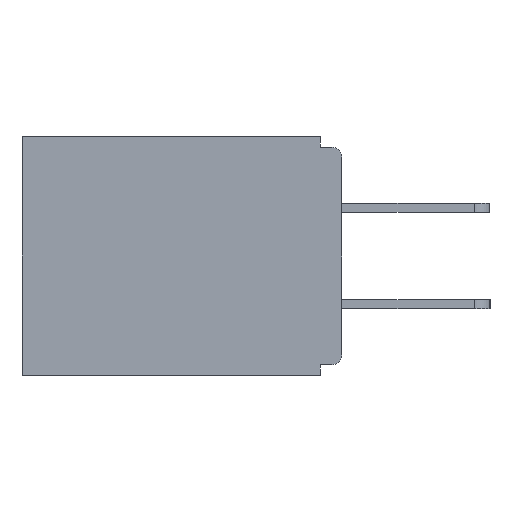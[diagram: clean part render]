
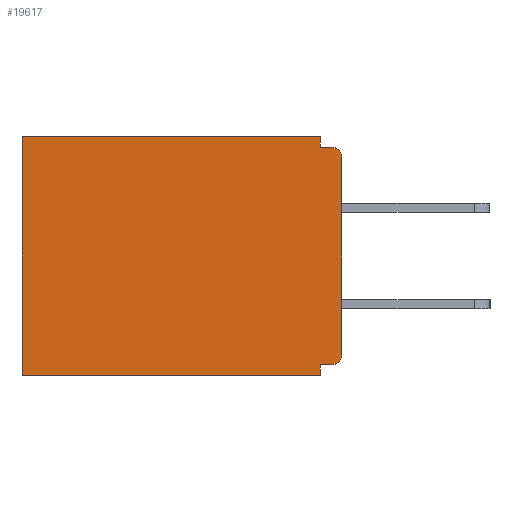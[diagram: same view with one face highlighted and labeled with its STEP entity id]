
A CAD part, left-side view. The second image highlights one B-rep face of the part: STEP entity #19617.
In plain terms, the highlighted planar face has unit normal (-1, 0, 0).
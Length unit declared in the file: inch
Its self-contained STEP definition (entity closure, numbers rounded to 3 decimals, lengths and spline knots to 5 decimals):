
#174 = DIRECTION ( 'NONE',  ( 0., 0., -1. ) ) ;
#326 = EDGE_CURVE ( 'NONE', #23593, #2082, #2195, .T. ) ;
#446 = CARTESIAN_POINT ( 'NONE',  ( 0.298, 0.031, -0.343 ) ) ;
#990 = CIRCLE ( 'NONE', #7621, 0.015 ) ;
#1357 = EDGE_LOOP ( 'NONE', ( #6383, #14639, #8209, #22974, #9192, #20635, #18842, #6096, #5370, #5841 ) ) ;
#1448 = PLANE ( 'NONE',  #9107 ) ;
#2082 = VERTEX_POINT ( 'NONE', #17623 ) ;
#2195 = LINE ( 'NONE', #20509, #21429 ) ;
#2397 = CARTESIAN_POINT ( 'NONE',  ( 0.298, 0.46, 0. ) ) ;
#2448 = EDGE_CURVE ( 'NONE', #23001, #23593, #19521, .T. ) ;
#2623 = CIRCLE ( 'NONE', #12870, 0.015 ) ;
#3154 = VECTOR ( 'NONE', #22844, 39.37008 ) ;
#3469 = DIRECTION ( 'NONE',  ( 1., 0., 0. ) ) ;
#4439 = EDGE_CURVE ( 'NONE', #7082, #18907, #2623, .T. ) ;
#4905 = EDGE_CURVE ( 'NONE', #16416, #2082, #24227, .T. ) ;
#5370 = ORIENTED_EDGE ( 'NONE', *, *, #8315, .T. ) ;
#5428 = VERTEX_POINT ( 'NONE', #23711 ) ;
#5566 = VECTOR ( 'NONE', #17668, 39.37008 ) ;
#5841 = ORIENTED_EDGE ( 'NONE', *, *, #7127, .F. ) ;
#6096 = ORIENTED_EDGE ( 'NONE', *, *, #23529, .F. ) ;
#6317 = VECTOR ( 'NONE', #7042, 39.37008 ) ;
#6383 = ORIENTED_EDGE ( 'NONE', *, *, #4439, .T. ) ;
#7042 = DIRECTION ( 'NONE',  ( 0., 1., 0. ) ) ;
#7082 = VERTEX_POINT ( 'NONE', #13753 ) ;
#7127 = EDGE_CURVE ( 'NONE', #7082, #17683, #24794, .T. ) ;
#7236 = CARTESIAN_POINT ( 'NONE',  ( 0.298, 0., -0.313 ) ) ;
#7295 = CARTESIAN_POINT ( 'NONE',  ( 0.298, 0.015, -0.328 ) ) ;
#7440 = DIRECTION ( 'NONE',  ( 0., 1., 0. ) ) ;
#7608 = DIRECTION ( 'NONE',  ( -1., 0., 0. ) ) ;
#7621 = AXIS2_PLACEMENT_3D ( 'NONE', #11404, #20872, #22790 ) ;
#8100 = EDGE_CURVE ( 'NONE', #19004, #18907, #8210, .T. ) ;
#8209 = ORIENTED_EDGE ( 'NONE', *, *, #21183, .F. ) ;
#8210 = LINE ( 'NONE', #22125, #8501 ) ;
#8315 = EDGE_CURVE ( 'NONE', #21547, #17683, #990, .T. ) ;
#8501 = VECTOR ( 'NONE', #20104, 39.37008 ) ;
#9107 = AXIS2_PLACEMENT_3D ( 'NONE', #14820, #3469, #174 ) ;
#9192 = ORIENTED_EDGE ( 'NONE', *, *, #4905, .T. ) ;
#9499 = VECTOR ( 'NONE', #13277, 39.37008 ) ;
#11142 = LINE ( 'NONE', #18331, #6317 ) ;
#11173 = CARTESIAN_POINT ( 'NONE',  ( 0.298, 0.46, 0. ) ) ;
#11404 = CARTESIAN_POINT ( 'NONE',  ( 0.298, 0.015, -0.313 ) ) ;
#11623 = CARTESIAN_POINT ( 'NONE',  ( 0.298, 0.015, -0.03 ) ) ;
#12734 = CARTESIAN_POINT ( 'NONE',  ( 0.298, 0.015, -0.015 ) ) ;
#12768 = LINE ( 'NONE', #13308, #3154 ) ;
#12870 = AXIS2_PLACEMENT_3D ( 'NONE', #11623, #7608, #19409 ) ;
#13157 = FACE_OUTER_BOUND ( 'NONE', #1357, .T. ) ;
#13225 = CARTESIAN_POINT ( 'NONE',  ( 0.298, 0., -0.328 ) ) ;
#13277 = DIRECTION ( 'NONE',  ( 0., 0., -1. ) ) ;
#13308 = CARTESIAN_POINT ( 'NONE',  ( 0.298, 0.031, -0.343 ) ) ;
#13514 = CARTESIAN_POINT ( 'NONE',  ( 0.298, 0.031, -0.328 ) ) ;
#13753 = CARTESIAN_POINT ( 'NONE',  ( 0.298, 0., -0.03 ) ) ;
#14369 = EDGE_CURVE ( 'NONE', #5428, #16416, #11142, .T. ) ;
#14472 = VECTOR ( 'NONE', #21278, 39.37008 ) ;
#14639 = ORIENTED_EDGE ( 'NONE', *, *, #8100, .F. ) ;
#14820 = CARTESIAN_POINT ( 'NONE',  ( 0.298, 0., 0. ) ) ;
#15388 = LINE ( 'NONE', #13225, #21050 ) ;
#16416 = VERTEX_POINT ( 'NONE', #2397 ) ;
#17623 = CARTESIAN_POINT ( 'NONE',  ( 0.298, 0.46, -0.343 ) ) ;
#17668 = DIRECTION ( 'NONE',  ( 0., 0., -1. ) ) ;
#17683 = VERTEX_POINT ( 'NONE', #7236 ) ;
#18331 = CARTESIAN_POINT ( 'NONE',  ( 0.298, 0., 0. ) ) ;
#18486 = CARTESIAN_POINT ( 'NONE',  ( 0.298, 0.031, -0.015 ) ) ;
#18842 = ORIENTED_EDGE ( 'NONE', *, *, #2448, .F. ) ;
#18907 = VERTEX_POINT ( 'NONE', #12734 ) ;
#19004 = VERTEX_POINT ( 'NONE', #18486 ) ;
#19370 = CARTESIAN_POINT ( 'NONE',  ( 0.298, 0.031, -0.343 ) ) ;
#19409 = DIRECTION ( 'NONE',  ( 0., 0., -1. ) ) ;
#19521 = LINE ( 'NONE', #19370, #14472 ) ;
#19582 = CARTESIAN_POINT ( 'NONE',  ( 0.298, 0., 0. ) ) ;
#19617 = ADVANCED_FACE ( 'NONE', ( #13157 ), #1448, .F. ) ;
#20104 = DIRECTION ( 'NONE',  ( 0., -1., 0. ) ) ;
#20509 = CARTESIAN_POINT ( 'NONE',  ( 0.298, 0., -0.343 ) ) ;
#20635 = ORIENTED_EDGE ( 'NONE', *, *, #326, .F. ) ;
#20872 = DIRECTION ( 'NONE',  ( -1., 0., 0. ) ) ;
#21050 = VECTOR ( 'NONE', #7440, 39.37008 ) ;
#21183 = EDGE_CURVE ( 'NONE', #5428, #19004, #12768, .T. ) ;
#21278 = DIRECTION ( 'NONE',  ( 0., 0., -1. ) ) ;
#21429 = VECTOR ( 'NONE', #24415, 39.37008 ) ;
#21547 = VERTEX_POINT ( 'NONE', #7295 ) ;
#22125 = CARTESIAN_POINT ( 'NONE',  ( 0.298, 0., -0.015 ) ) ;
#22790 = DIRECTION ( 'NONE',  ( 0., 0., -1. ) ) ;
#22844 = DIRECTION ( 'NONE',  ( 0., 0., -1. ) ) ;
#22974 = ORIENTED_EDGE ( 'NONE', *, *, #14369, .T. ) ;
#23001 = VERTEX_POINT ( 'NONE', #13514 ) ;
#23529 = EDGE_CURVE ( 'NONE', #21547, #23001, #15388, .T. ) ;
#23593 = VERTEX_POINT ( 'NONE', #446 ) ;
#23711 = CARTESIAN_POINT ( 'NONE',  ( 0.298, 0.031, 0. ) ) ;
#24227 = LINE ( 'NONE', #11173, #9499 ) ;
#24415 = DIRECTION ( 'NONE',  ( 0., 1., 0. ) ) ;
#24794 = LINE ( 'NONE', #19582, #5566 ) ;
